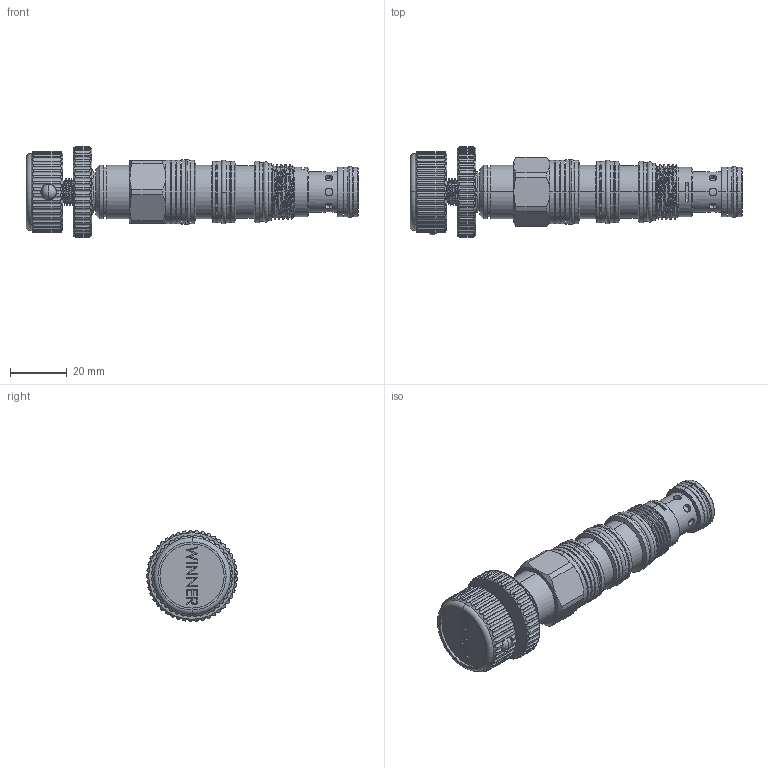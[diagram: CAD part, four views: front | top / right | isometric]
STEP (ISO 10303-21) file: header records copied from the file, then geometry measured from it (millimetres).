
FILE_DESCRIPTION (( 'STEP AP203' ), '1' );
FILE_NAME ('LB21A4P-K.STEP', '2021-07-05T00:36:00', ( '' ), ( '' ), 'SwSTEP 2.0', 'SolidWorks 2018', '' );
FILE_SCHEMA (( 'CONFIG_CONTROL_DESIGN' ));
Length unit declared in the file: millimetre
Products named in the file (1): LB21A4P-K
Bounding box: 117.43 x 32.18 x 32.2 mm (x, y, z)
Volume: 41310.4 mm3; surface area: 15129.2 mm2
Topology: 5 solids, 5 shells, 591 faces, 1536 edges, 1000 vertices
Faces by surface type: cylinder 370, plane 133, cone 43, torus 28, bspline 15, sphere 2
Entity records: 29969 total; most frequent: CARTESIAN_POINT 15907, ORIENTED_EDGE 3072, DIRECTION 2740, EDGE_CURVE 1536, AXIS2_PLACEMENT_3D 1060, VERTEX_POINT 1000, EDGE_LOOP 644, LINE 620
